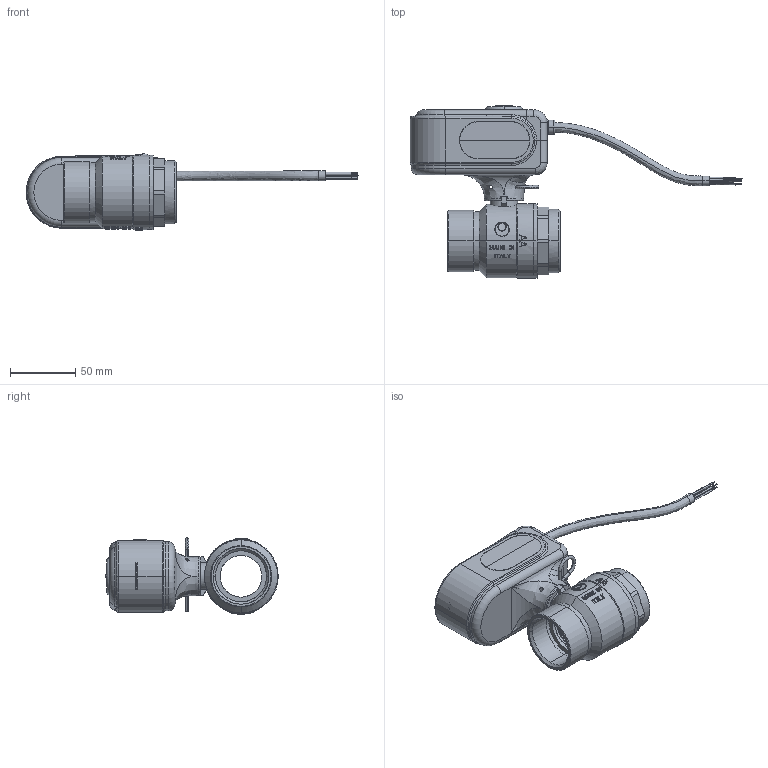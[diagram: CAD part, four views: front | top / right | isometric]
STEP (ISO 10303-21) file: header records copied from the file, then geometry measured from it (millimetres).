
FILE_DESCRIPTION(('CATIA V5 STEP Exchange','CAx-IF Rec.Pracs.--- Composite Materials ---3.4---2017-06-13'),'2;1');
FILE_NAME('MBA121_43100300_122012052_AllCATPart.stp','2021-05-18T14:45:05+00:00',('none'),('none'),'CATIA Version 5-6 Release 2020 SP3','CATIA V5 STEP AP203 v2','none');
FILE_SCHEMA(('CONFIG_CONTROL_DESIGN'));
Length unit declared in the file: millimetre
Products named in the file (1): MBA121_43100300_122012052_AllCATPart
Bounding box: 254.26 x 132.12 x 58.48 mm (x, y, z)
Volume: 78696.3 mm3; surface area: 104516.6 mm2
Topology: 2 solids, 12 shells, 2232 faces, 5976 edges, 3785 vertices
Faces by surface type: plane 926, cylinder 694, bspline 287, torus 191, cone 75, sphere 55, revolution 4
Entity records: 78136 total; most frequent: CARTESIAN_POINT 31322, ORIENTED_EDGE 11722, DIRECTION 6338, EDGE_CURVE 5904, VERTEX_POINT 3785, AXIS2_PLACEMENT_3D 2933, EDGE_LOOP 2386, ADVANCED_FACE 2232
